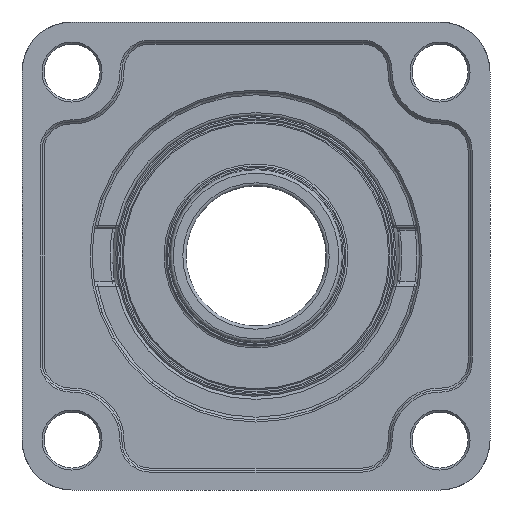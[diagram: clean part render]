
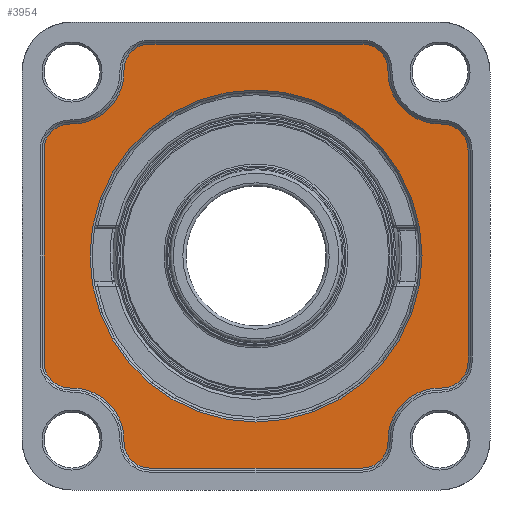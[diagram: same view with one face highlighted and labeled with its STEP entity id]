
A CAD part, front view. The second image highlights one B-rep face of the part: STEP entity #3954.
In plain terms, the highlighted planar face has unit normal (0, -1, 0).
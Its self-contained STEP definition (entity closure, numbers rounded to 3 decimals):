
#303=FACE_BOUND('',#656,.T.);
#330=PLANE('',#4290);
#389=FACE_OUTER_BOUND('',#655,.T.);
#655=EDGE_LOOP('',(#2684,#2685,#2686,#2687,#2688,#2689,#2690,#2691,#2692,
#2693,#2694,#2695,#2696,#2697,#2698,#2699));
#656=EDGE_LOOP('',(#2700));
#948=LINE('',#6221,#1162);
#949=LINE('',#6229,#1163);
#950=LINE('',#6237,#1164);
#951=LINE('',#6245,#1165);
#1162=VECTOR('',#4871,10.);
#1163=VECTOR('',#4878,10.);
#1164=VECTOR('',#4885,10.);
#1165=VECTOR('',#4892,10.);
#1376=CIRCLE('',#4289,41.5);
#1377=CIRCLE('',#4291,13.);
#1378=CIRCLE('',#4292,6.5);
#1379=CIRCLE('',#4293,6.5);
#1380=CIRCLE('',#4294,13.);
#1381=CIRCLE('',#4295,6.5);
#1382=CIRCLE('',#4296,6.5);
#1383=CIRCLE('',#4297,13.016);
#1384=CIRCLE('',#4298,6.5);
#1385=CIRCLE('',#4299,6.5);
#1386=CIRCLE('',#4300,13.);
#1387=CIRCLE('',#4301,6.5);
#1388=CIRCLE('',#4302,6.5);
#1704=VERTEX_POINT('',#6211);
#1705=VERTEX_POINT('',#6215);
#1706=VERTEX_POINT('',#6216);
#1707=VERTEX_POINT('',#6218);
#1708=VERTEX_POINT('',#6220);
#1709=VERTEX_POINT('',#6222);
#1710=VERTEX_POINT('',#6224);
#1711=VERTEX_POINT('',#6226);
#1712=VERTEX_POINT('',#6228);
#1713=VERTEX_POINT('',#6230);
#1714=VERTEX_POINT('',#6232);
#1715=VERTEX_POINT('',#6234);
#1716=VERTEX_POINT('',#6236);
#1717=VERTEX_POINT('',#6238);
#1718=VERTEX_POINT('',#6240);
#1719=VERTEX_POINT('',#6242);
#1720=VERTEX_POINT('',#6244);
#2067=EDGE_CURVE('',#1704,#1704,#1376,.T.);
#2068=EDGE_CURVE('',#1705,#1706,#1377,.T.);
#2069=EDGE_CURVE('',#1707,#1705,#1378,.T.);
#2070=EDGE_CURVE('',#1708,#1707,#948,.T.);
#2071=EDGE_CURVE('',#1709,#1708,#1379,.T.);
#2072=EDGE_CURVE('',#1710,#1709,#1380,.T.);
#2073=EDGE_CURVE('',#1711,#1710,#1381,.T.);
#2074=EDGE_CURVE('',#1712,#1711,#949,.T.);
#2075=EDGE_CURVE('',#1713,#1712,#1382,.T.);
#2076=EDGE_CURVE('',#1714,#1713,#1383,.T.);
#2077=EDGE_CURVE('',#1715,#1714,#1384,.T.);
#2078=EDGE_CURVE('',#1716,#1715,#950,.T.);
#2079=EDGE_CURVE('',#1717,#1716,#1385,.T.);
#2080=EDGE_CURVE('',#1718,#1717,#1386,.T.);
#2081=EDGE_CURVE('',#1719,#1718,#1387,.T.);
#2082=EDGE_CURVE('',#1720,#1719,#951,.T.);
#2083=EDGE_CURVE('',#1706,#1720,#1388,.T.);
#2684=ORIENTED_EDGE('',*,*,#2068,.F.);
#2685=ORIENTED_EDGE('',*,*,#2069,.F.);
#2686=ORIENTED_EDGE('',*,*,#2070,.F.);
#2687=ORIENTED_EDGE('',*,*,#2071,.F.);
#2688=ORIENTED_EDGE('',*,*,#2072,.F.);
#2689=ORIENTED_EDGE('',*,*,#2073,.F.);
#2690=ORIENTED_EDGE('',*,*,#2074,.F.);
#2691=ORIENTED_EDGE('',*,*,#2075,.F.);
#2692=ORIENTED_EDGE('',*,*,#2076,.F.);
#2693=ORIENTED_EDGE('',*,*,#2077,.F.);
#2694=ORIENTED_EDGE('',*,*,#2078,.F.);
#2695=ORIENTED_EDGE('',*,*,#2079,.F.);
#2696=ORIENTED_EDGE('',*,*,#2080,.F.);
#2697=ORIENTED_EDGE('',*,*,#2081,.F.);
#2698=ORIENTED_EDGE('',*,*,#2082,.F.);
#2699=ORIENTED_EDGE('',*,*,#2083,.F.);
#2700=ORIENTED_EDGE('',*,*,#2067,.F.);
#3954=ADVANCED_FACE('',(#389,#303),#330,.T.);
#4289=AXIS2_PLACEMENT_3D('',#6213,#4863,#4864);
#4290=AXIS2_PLACEMENT_3D('',#6214,#4865,#4866);
#4291=AXIS2_PLACEMENT_3D('',#6217,#4867,#4868);
#4292=AXIS2_PLACEMENT_3D('',#6219,#4869,#4870);
#4293=AXIS2_PLACEMENT_3D('',#6223,#4872,#4873);
#4294=AXIS2_PLACEMENT_3D('',#6225,#4874,#4875);
#4295=AXIS2_PLACEMENT_3D('',#6227,#4876,#4877);
#4296=AXIS2_PLACEMENT_3D('',#6231,#4879,#4880);
#4297=AXIS2_PLACEMENT_3D('',#6233,#4881,#4882);
#4298=AXIS2_PLACEMENT_3D('',#6235,#4883,#4884);
#4299=AXIS2_PLACEMENT_3D('',#6239,#4886,#4887);
#4300=AXIS2_PLACEMENT_3D('',#6241,#4888,#4889);
#4301=AXIS2_PLACEMENT_3D('',#6243,#4890,#4891);
#4302=AXIS2_PLACEMENT_3D('',#6246,#4893,#4894);
#4863=DIRECTION('center_axis',(0.,-1.,0.));
#4864=DIRECTION('ref_axis',(-1.,0.,0.));
#4865=DIRECTION('center_axis',(0.,-1.,0.));
#4866=DIRECTION('ref_axis',(0.,0.,-1.));
#4867=DIRECTION('center_axis',(0.,-1.,0.));
#4868=DIRECTION('ref_axis',(1.,0.,0.));
#4869=DIRECTION('center_axis',(0.,1.,0.));
#4870=DIRECTION('ref_axis',(-0.716,0.,-0.698));
#4871=DIRECTION('',(-1.,0.,0.));
#4872=DIRECTION('center_axis',(0.,1.,0.));
#4873=DIRECTION('ref_axis',(0.716,0.,-0.698));
#4874=DIRECTION('center_axis',(0.,-1.,0.));
#4875=DIRECTION('ref_axis',(-1.,0.,0.));
#4876=DIRECTION('center_axis',(0.,1.,0.));
#4877=DIRECTION('ref_axis',(0.698,0.,-0.716));
#4878=DIRECTION('',(0.,0.,-1.));
#4879=DIRECTION('center_axis',(0.,1.,0.));
#4880=DIRECTION('ref_axis',(0.698,0.,0.716));
#4881=DIRECTION('center_axis',(0.,-1.,0.));
#4882=DIRECTION('ref_axis',(-1.,0.,0.));
#4883=DIRECTION('center_axis',(0.,1.,0.));
#4884=DIRECTION('ref_axis',(0.716,0.,0.698));
#4885=DIRECTION('',(1.,0.,0.));
#4886=DIRECTION('center_axis',(0.,1.,0.));
#4887=DIRECTION('ref_axis',(-0.716,0.,0.698));
#4888=DIRECTION('center_axis',(0.,-1.,0.));
#4889=DIRECTION('ref_axis',(1.,0.,0.));
#4890=DIRECTION('center_axis',(0.,1.,0.));
#4891=DIRECTION('ref_axis',(-0.698,0.,0.716));
#4892=DIRECTION('',(0.,0.,1.));
#4893=DIRECTION('center_axis',(0.,1.,0.));
#4894=DIRECTION('ref_axis',(-0.698,0.,-0.716));
#6211=CARTESIAN_POINT('',(41.5,6.,0.));
#6213=CARTESIAN_POINT('Origin',(0.,6.,0.));
#6214=CARTESIAN_POINT('Origin',(0.,6.,0.));
#6215=CARTESIAN_POINT('',(-33.004,6.,-46.333));
#6216=CARTESIAN_POINT('',(-46.333,6.,-33.004));
#6217=CARTESIAN_POINT('Origin',(-46.,6.,-46.));
#6218=CARTESIAN_POINT('',(-26.506,6.,-53.));
#6219=CARTESIAN_POINT('Origin',(-26.506,6.,-46.5));
#6220=CARTESIAN_POINT('',(26.506,6.,-53.));
#6221=CARTESIAN_POINT('',(18.,6.,-53.));
#6222=CARTESIAN_POINT('',(33.004,6.,-46.333));
#6223=CARTESIAN_POINT('Origin',(26.506,6.,-46.5));
#6224=CARTESIAN_POINT('',(46.333,6.,-33.004));
#6225=CARTESIAN_POINT('Origin',(46.,6.,-46.));
#6226=CARTESIAN_POINT('',(53.,6.,-26.506));
#6227=CARTESIAN_POINT('Origin',(46.5,6.,-26.506));
#6228=CARTESIAN_POINT('',(53.,6.,26.49));
#6229=CARTESIAN_POINT('',(53.,6.,17.99));
#6230=CARTESIAN_POINT('',(46.333,6.,32.988));
#6231=CARTESIAN_POINT('Origin',(46.5,6.,26.49));
#6232=CARTESIAN_POINT('',(32.988,6.,46.333));
#6233=CARTESIAN_POINT('Origin',(46.,6.,46.));
#6234=CARTESIAN_POINT('',(26.49,6.,53.));
#6235=CARTESIAN_POINT('Origin',(26.49,6.,46.5));
#6236=CARTESIAN_POINT('',(-26.506,6.,53.));
#6237=CARTESIAN_POINT('',(-18.,6.,53.));
#6238=CARTESIAN_POINT('',(-33.004,6.,46.333));
#6239=CARTESIAN_POINT('Origin',(-26.506,6.,46.5));
#6240=CARTESIAN_POINT('',(-46.333,6.,33.004));
#6241=CARTESIAN_POINT('Origin',(-46.,6.,46.));
#6242=CARTESIAN_POINT('',(-53.,6.,26.506));
#6243=CARTESIAN_POINT('Origin',(-46.5,6.,26.506));
#6244=CARTESIAN_POINT('',(-53.,6.,-26.506));
#6245=CARTESIAN_POINT('',(-53.,6.,-18.));
#6246=CARTESIAN_POINT('Origin',(-46.5,6.,-26.506));
